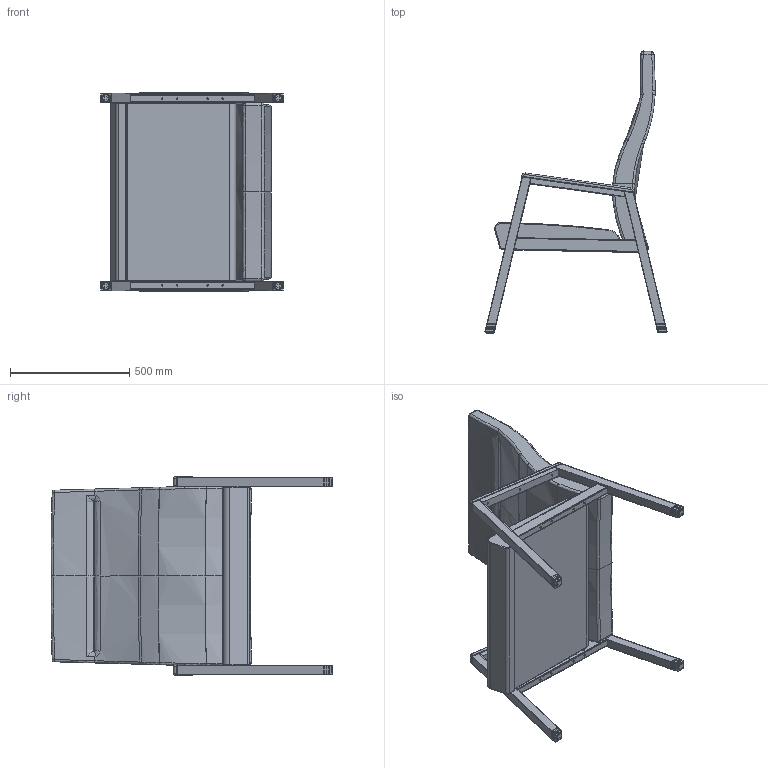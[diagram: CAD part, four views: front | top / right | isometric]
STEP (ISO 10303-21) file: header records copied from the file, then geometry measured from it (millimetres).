
FILE_DESCRIPTION(/* description */ (''),/* implementation_level */ '2;1');
FILE_NAME(/* name */ 'KAD10BHJ.stp',/* time_stamp */ '2016-10-19T07:56:37-04:00',/* author */ ('emerkel'),/* organization */ (''),/* preprocessor_version */ 'ST-DEVELOPER v16.5',/* originating_system */ 'Autodesk Inventor 2017',/* authorisation */ '');
FILE_SCHEMA (('AUTOMOTIVE_DESIGN { 1 0 10303 214 3 1 1 }'));
Products named in the file (17): KAD10BHJ; UBACK KAD10BH; USEAT KAD10B; KAD ARML BRZ; KAD FRONT LEG-F; KAD TOP BAR-F; KAD REAR LEG-F; KAD BOTTOM BAR-F; KAD ARMR BRZ; KAD FRONT LEG-F_MIR; KAD TOP BAR-F_MIR; KAD REAR LEG-F_MIR; KAD BOTTOM BAR-F_MIR; KOW10 MAC BLK; LEG CAP KOL-1; LEG CAP KOL-1_1; GLD BLK 5-16
Assembly tree (20 placements, depth 3):
  KAD10BHJ
    UBACK KAD10BH
    USEAT KAD10B
    KAD ARML BRZ
      KAD FRONT LEG-F
      KAD TOP BAR-F
      KAD REAR LEG-F
      KAD BOTTOM BAR-F
    KAD ARMR BRZ
      KAD FRONT LEG-F_MIR
      KAD TOP BAR-F_MIR
      KAD REAR LEG-F_MIR
      KAD BOTTOM BAR-F_MIR
    KOW10 MAC BLK  x2
    LEG CAP KOL-1  x4
      LEG CAP KOL-1_1
      GLD BLK 5-16
Bounding box: 762.56 x 1179.54 x 828.67 mm (x, y, z)
Volume: 86036500.9 mm3; surface area: 3877033.1 mm2
Topology: 24 solids, 32 shells, 2917 faces, 6222 edges, 3375 vertices
Faces by surface type: cylinder 948, bspline 738, plane 593, torus 554, sphere 80, cone 4
Full cylindrical faces by diameter (mm): 4.366 x8, 6.35 x44, 6.528 x8, 7.925 x8, 9.906 x4, 11.989 x4, 31.75 x4
Entity records: 40101 total; most frequent: CARTESIAN_POINT 19331, ORIENTED_EDGE 4254, DIRECTION 3988, EDGE_CURVE 2129, AXIS2_PLACEMENT_3D 1600, VERTEX_POINT 1241, EDGE_LOOP 1158, FACE_OUTER_BOUND 984
